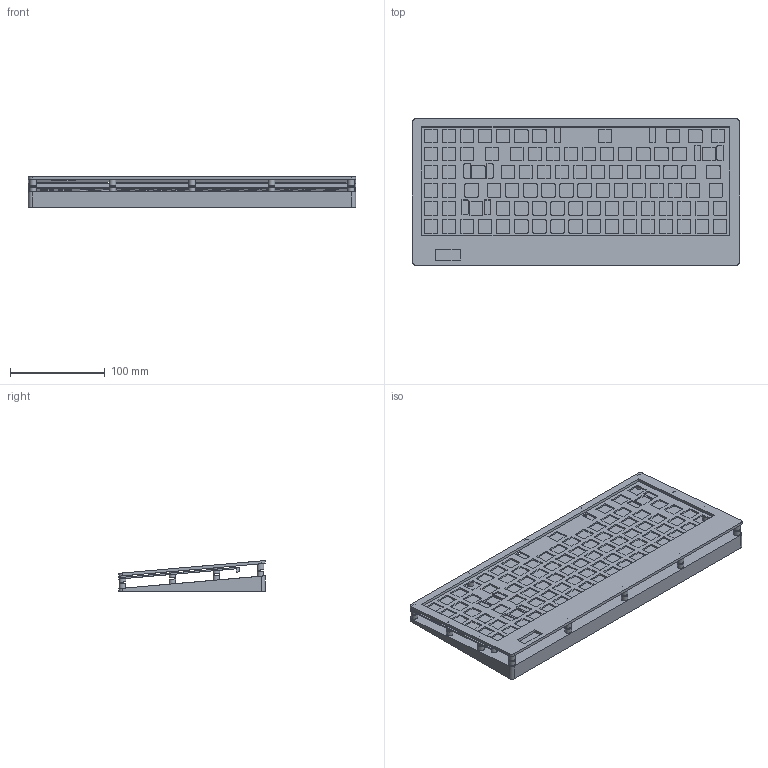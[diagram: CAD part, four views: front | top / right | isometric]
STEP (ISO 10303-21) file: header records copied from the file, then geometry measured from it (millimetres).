
FILE_DESCRIPTION(/* description */ ('','CAx-IF Rec.Pracs.---Representation and Presentation of Product Manufacturing Information (PMI)---4.0---2014-10-13'),/* implementation_level */ '2;1');
FILE_NAME(/* name */ 'Case.step',/* time_stamp */ '2025-07-30T15:37:27+05:30',/* author */ (''),/* organization */ (''),/* preprocessor_version */ 'ST-DEVELOPER v20',/* originating_system */ 'Autodesk Translation Framework v13.20.0.188',/* authorisation */ '');
FILE_SCHEMA (('AP242_MANAGED_MODEL_BASED_3D_ENGINEERING_MIM_LF { 1 0 10303 442 1 1 4 }'));
Length unit declared in the file: millimetre
Products named in the file (4): Case; Top; Base; Plate
Assembly tree (3 placements, depth 2):
  Case
    Top
    Base
    Plate
Bounding box: 345 x 154.43 x 32.61 mm (x, y, z)
Volume: 613789.5 mm3; surface area: 224311.8 mm2
Topology: 4 solids, 4 shells, 1032 faces, 2801 edges, 1867 vertices
Faces by surface type: cylinder 519, plane 512, cone 1
Full cylindrical faces by diameter (mm): 3 x26, 4 x37, 6 x15, 7 x37
Entity records: 33478 total; most frequent: DIRECTION 5920, CARTESIAN_POINT 5707, ORIENTED_EDGE 5602, EDGE_CURVE 2801, AXIS2_PLACEMENT_3D 2080, VERTEX_POINT 1867, LINE 1760, VECTOR 1760
